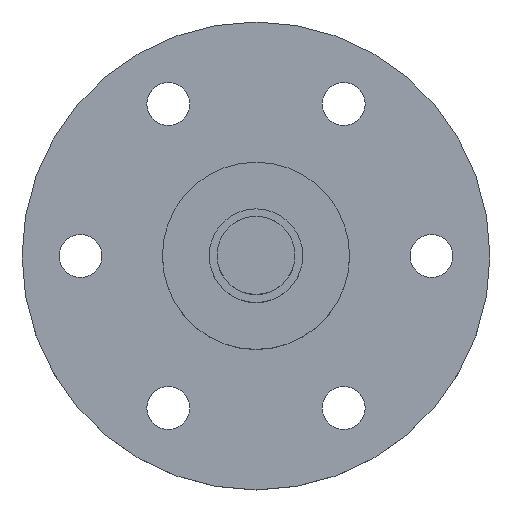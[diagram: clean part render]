
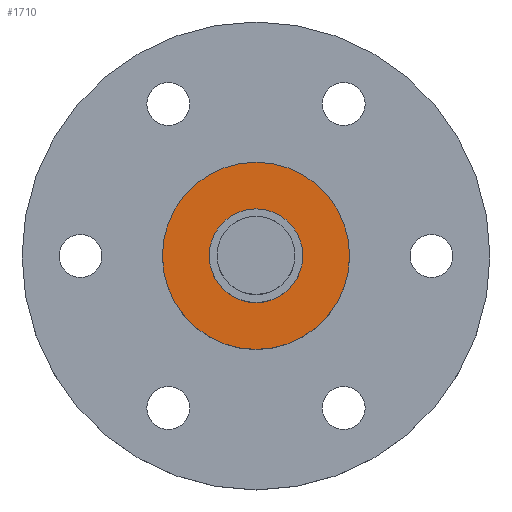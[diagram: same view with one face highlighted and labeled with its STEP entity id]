
A CAD part, top view. The second image highlights one B-rep face of the part: STEP entity #1710.
In plain terms, the highlighted planar face has unit normal (0, 0, 1).
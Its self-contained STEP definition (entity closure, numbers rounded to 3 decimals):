
#35 = CIRCLE ( 'NONE', #1854, 12. ) ;
#164 = CIRCLE ( 'NONE', #353, 12. ) ;
#248 = VERTEX_POINT ( 'NONE', #2502 ) ;
#341 = DIRECTION ( 'NONE',  ( -1., 0., 0. ) ) ;
#343 = DIRECTION ( 'NONE',  ( 0., 0., -1. ) ) ;
#353 = AXIS2_PLACEMENT_3D ( 'NONE', #827, #2171, #1022 ) ;
#459 = EDGE_CURVE ( 'NONE', #2312, #248, #35, .T. ) ;
#579 = CARTESIAN_POINT ( 'NONE',  ( 6., 0., 0. ) ) ;
#599 = CIRCLE ( 'NONE', #1724, 6. ) ;
#668 = CARTESIAN_POINT ( 'NONE',  ( -6., 0., 0. ) ) ;
#700 = EDGE_LOOP ( 'NONE', ( #861, #1000 ) ) ;
#731 = CARTESIAN_POINT ( 'NONE',  ( 0., 0., 0. ) ) ;
#827 = CARTESIAN_POINT ( 'NONE',  ( 0., 0., 0. ) ) ;
#861 = ORIENTED_EDGE ( 'NONE', *, *, #459, .F. ) ;
#919 = DIRECTION ( 'NONE',  ( -1., 0., 0. ) ) ;
#930 = DIRECTION ( 'NONE',  ( 0., 0., -1. ) ) ;
#1000 = ORIENTED_EDGE ( 'NONE', *, *, #1362, .F. ) ;
#1022 = DIRECTION ( 'NONE',  ( -1., 0., 0. ) ) ;
#1075 = EDGE_LOOP ( 'NONE', ( #1443, #1319 ) ) ;
#1101 = FACE_BOUND ( 'NONE', #1075, .T. ) ;
#1172 = AXIS2_PLACEMENT_3D ( 'NONE', #1680, #1490, #341 ) ;
#1189 = VERTEX_POINT ( 'NONE', #579 ) ;
#1302 = PLANE ( 'NONE',  #1172 ) ;
#1319 = ORIENTED_EDGE ( 'NONE', *, *, #1743, .T. ) ;
#1362 = EDGE_CURVE ( 'NONE', #248, #2312, #164, .T. ) ;
#1419 = AXIS2_PLACEMENT_3D ( 'NONE', #2085, #930, #2273 ) ;
#1443 = ORIENTED_EDGE ( 'NONE', *, *, #2325, .T. ) ;
#1467 = VERTEX_POINT ( 'NONE', #668 ) ;
#1468 = CARTESIAN_POINT ( 'NONE',  ( 12., 0., 0. ) ) ;
#1487 = CIRCLE ( 'NONE', #1419, 6. ) ;
#1490 = DIRECTION ( 'NONE',  ( 0., 0., -1. ) ) ;
#1492 = CARTESIAN_POINT ( 'NONE',  ( 0., 0., 0. ) ) ;
#1680 = CARTESIAN_POINT ( 'NONE',  ( 0., 0., 0. ) ) ;
#1692 = DIRECTION ( 'NONE',  ( -1., 0., 0. ) ) ;
#1710 = ADVANCED_FACE ( 'NONE', ( #1101, #1995 ), #1302, .F. ) ;
#1724 = AXIS2_PLACEMENT_3D ( 'NONE', #731, #2075, #919 ) ;
#1743 = EDGE_CURVE ( 'NONE', #1189, #1467, #1487, .T. ) ;
#1854 = AXIS2_PLACEMENT_3D ( 'NONE', #1492, #343, #1692 ) ;
#1995 = FACE_OUTER_BOUND ( 'NONE', #700, .T. ) ;
#2075 = DIRECTION ( 'NONE',  ( 0., 0., -1. ) ) ;
#2085 = CARTESIAN_POINT ( 'NONE',  ( 0., 0., 0. ) ) ;
#2171 = DIRECTION ( 'NONE',  ( 0., 0., -1. ) ) ;
#2273 = DIRECTION ( 'NONE',  ( -1., 0., 0. ) ) ;
#2312 = VERTEX_POINT ( 'NONE', #1468 ) ;
#2325 = EDGE_CURVE ( 'NONE', #1467, #1189, #599, .T. ) ;
#2502 = CARTESIAN_POINT ( 'NONE',  ( -12., 0., 0. ) ) ;
